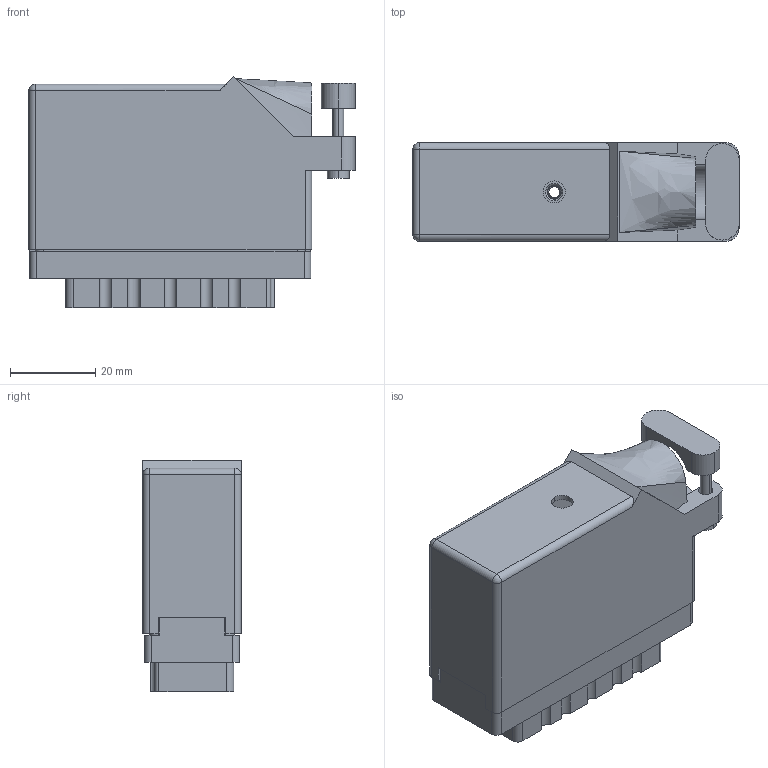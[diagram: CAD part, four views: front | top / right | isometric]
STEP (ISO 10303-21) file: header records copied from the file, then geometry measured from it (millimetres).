
FILE_DESCRIPTION (( 'STEP AP203' ), '1' );
FILE_NAME ('516-056-542-626.STEP', '2020-03-06T15:41:32', ( '' ), ( '' ), 'SwSTEP 2.0', 'SolidWorks 2016', '' );
FILE_SCHEMA (( 'CONFIG_CONTROL_DESIGN' ));
Length unit declared in the file: inch
Products named in the file (5): 516 Part Receptacle_056; 516-056-542-626; 516-252-035-100_516-252-035-100; 516-230-001_Plastic - 056 Side Entry; 516-292-001_542 Contact
Assembly tree (59 placements, depth 2):
  516-056-542-626
    516 Part Receptacle_056
    516-292-001_542 Contact  x56
    516-230-001_Plastic - 056 Side Entry
    516-252-035-100_516-252-035-100
Bounding box: 76.5 x 23.11 x 54.15 mm (x, y, z)
Volume: 29284.1 mm3; surface area: 49764.7 mm2
Topology: 59 solids, 59 shells, 5422 faces, 15714 edges, 10432 vertices
Faces by surface type: plane 3293, cylinder 1770, bspline 345, cone 12, sphere 2
Entity records: 53575 total; most frequent: CARTESIAN_POINT 11462, ORIENTED_EDGE 8544, DIRECTION 8305, EDGE_CURVE 4272, LINE 3081, VECTOR 3081, VERTEX_POINT 2842, AXIS2_PLACEMENT_3D 2612
